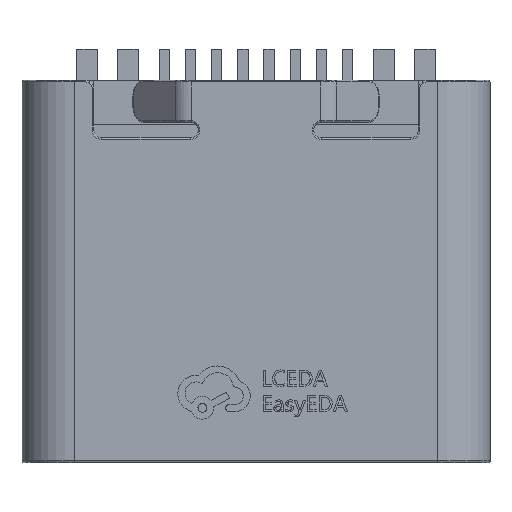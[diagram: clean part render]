
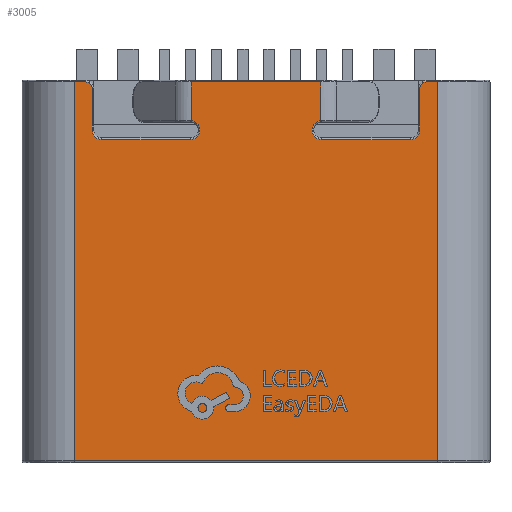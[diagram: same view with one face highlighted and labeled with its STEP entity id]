
A CAD part, top view. The second image highlights one B-rep face of the part: STEP entity #3005.
In plain terms, the highlighted planar face has unit normal (0, 0, 1).
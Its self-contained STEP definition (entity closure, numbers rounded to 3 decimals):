
#3005 = ADVANCED_FACE('',(#3006),#3176,.F.);
#3006 = FACE_BOUND('',#3007,.T.);
#3007 = EDGE_LOOP('',(#3008,#3019,#3027,#3035,#3043,#3051,#3059,#3068,
    #3076,#3085,#3093,#3102,#3111,#3119,#3127,#3135,#3144,#3153,#3161,
    #3170));
#3008 = ORIENTED_EDGE('',*,*,#3009,.T.);
#3009 = EDGE_CURVE('',#3010,#3012,#3014,.T.);
#3010 = VERTEX_POINT('',#3011);
#3011 = CARTESIAN_POINT('',(-3.13,2.056,
    3.1));
#3012 = VERTEX_POINT('',#3013);
#3013 = CARTESIAN_POINT('',(-3.25,2.176,
    3.1));
#3014 = CIRCLE('',#3015,0.12);
#3015 = AXIS2_PLACEMENT_3D('',#3016,#3017,#3018);
#3016 = CARTESIAN_POINT('',(-3.25,2.056,
    3.1));
#3017 = DIRECTION('',(0.,0.,1.));
#3018 = DIRECTION('',(1.,0.,0.));
#3019 = ORIENTED_EDGE('',*,*,#3020,.T.);
#3020 = EDGE_CURVE('',#3012,#3021,#3023,.T.);
#3021 = VERTEX_POINT('',#3022);
#3022 = CARTESIAN_POINT('',(-3.47,2.176,
    3.1));
#3023 = LINE('',#3024,#3025);
#3024 = CARTESIAN_POINT('',(0.,2.176,
    3.1));
#3025 = VECTOR('',#3026,1.);
#3026 = DIRECTION('',(-1.,0.,0.));
#3027 = ORIENTED_EDGE('',*,*,#3028,.F.);
#3028 = EDGE_CURVE('',#3029,#3021,#3031,.T.);
#3029 = VERTEX_POINT('',#3030);
#3030 = CARTESIAN_POINT('',(-3.47,-5.064,
    3.1));
#3031 = LINE('',#3032,#3033);
#3032 = CARTESIAN_POINT('',(-3.47,-5.094,
    3.1));
#3033 = VECTOR('',#3034,1.);
#3034 = DIRECTION('',(0.,1.,-0.));
#3035 = ORIENTED_EDGE('',*,*,#3036,.T.);
#3036 = EDGE_CURVE('',#3029,#3037,#3039,.T.);
#3037 = VERTEX_POINT('',#3038);
#3038 = CARTESIAN_POINT('',(3.47,-5.064,
    3.1));
#3039 = LINE('',#3040,#3041);
#3040 = CARTESIAN_POINT('',(0.,-5.064,
    3.1));
#3041 = VECTOR('',#3042,1.);
#3042 = DIRECTION('',(1.,0.,0.));
#3043 = ORIENTED_EDGE('',*,*,#3044,.T.);
#3044 = EDGE_CURVE('',#3037,#3045,#3047,.T.);
#3045 = VERTEX_POINT('',#3046);
#3046 = CARTESIAN_POINT('',(3.47,2.176,3.1
    ));
#3047 = LINE('',#3048,#3049);
#3048 = CARTESIAN_POINT('',(3.47,-5.094,
    3.1));
#3049 = VECTOR('',#3050,1.);
#3050 = DIRECTION('',(0.,1.,-0.));
#3051 = ORIENTED_EDGE('',*,*,#3052,.T.);
#3052 = EDGE_CURVE('',#3045,#3053,#3055,.T.);
#3053 = VERTEX_POINT('',#3054);
#3054 = CARTESIAN_POINT('',(3.25,2.176,3.1
    ));
#3055 = LINE('',#3056,#3057);
#3056 = CARTESIAN_POINT('',(0.,2.176,
    3.1));
#3057 = VECTOR('',#3058,1.);
#3058 = DIRECTION('',(-1.,0.,0.));
#3059 = ORIENTED_EDGE('',*,*,#3060,.T.);
#3060 = EDGE_CURVE('',#3053,#3061,#3063,.T.);
#3061 = VERTEX_POINT('',#3062);
#3062 = CARTESIAN_POINT('',(3.13,2.056,3.1
    ));
#3063 = CIRCLE('',#3064,0.12);
#3064 = AXIS2_PLACEMENT_3D('',#3065,#3066,#3067);
#3065 = CARTESIAN_POINT('',(3.25,2.056,3.1
    ));
#3066 = DIRECTION('',(0.,0.,1.));
#3067 = DIRECTION('',(1.,0.,0.));
#3068 = ORIENTED_EDGE('',*,*,#3069,.T.);
#3069 = EDGE_CURVE('',#3061,#3070,#3072,.T.);
#3070 = VERTEX_POINT('',#3071);
#3071 = CARTESIAN_POINT('',(3.13,1.256,3.1
    ));
#3072 = LINE('',#3073,#3074);
#3073 = CARTESIAN_POINT('',(3.13,-2.494,
    3.1));
#3074 = VECTOR('',#3075,1.);
#3075 = DIRECTION('',(0.,-1.,0.));
#3076 = ORIENTED_EDGE('',*,*,#3077,.T.);
#3077 = EDGE_CURVE('',#3070,#3078,#3080,.T.);
#3078 = VERTEX_POINT('',#3079);
#3079 = CARTESIAN_POINT('',(2.95,1.076,3.1
    ));
#3080 = CIRCLE('',#3081,0.18);
#3081 = AXIS2_PLACEMENT_3D('',#3082,#3083,#3084);
#3082 = CARTESIAN_POINT('',(2.95,1.256,3.1
    ));
#3083 = DIRECTION('',(0.,-0.,-1.));
#3084 = DIRECTION('',(1.,0.,0.));
#3085 = ORIENTED_EDGE('',*,*,#3086,.T.);
#3086 = EDGE_CURVE('',#3078,#3087,#3089,.T.);
#3087 = VERTEX_POINT('',#3088);
#3088 = CARTESIAN_POINT('',(1.25,1.076,3.1)
  );
#3089 = LINE('',#3090,#3091);
#3090 = CARTESIAN_POINT('',(0.,1.076,
    3.1));
#3091 = VECTOR('',#3092,1.);
#3092 = DIRECTION('',(-1.,0.,0.));
#3093 = ORIENTED_EDGE('',*,*,#3094,.T.);
#3094 = EDGE_CURVE('',#3087,#3095,#3097,.T.);
#3095 = VERTEX_POINT('',#3096);
#3096 = CARTESIAN_POINT('',(1.07,1.256,3.1
    ));
#3097 = CIRCLE('',#3098,0.18);
#3098 = AXIS2_PLACEMENT_3D('',#3099,#3100,#3101);
#3099 = CARTESIAN_POINT('',(1.25,1.256,3.1)
  );
#3100 = DIRECTION('',(0.,-0.,-1.));
#3101 = DIRECTION('',(1.,0.,0.));
#3102 = ORIENTED_EDGE('',*,*,#3103,.T.);
#3103 = EDGE_CURVE('',#3095,#3104,#3106,.T.);
#3104 = VERTEX_POINT('',#3105);
#3105 = CARTESIAN_POINT('',(1.235,1.435,3.1
    ));
#3106 = CIRCLE('',#3107,0.18);
#3107 = AXIS2_PLACEMENT_3D('',#3108,#3109,#3110);
#3108 = CARTESIAN_POINT('',(1.25,1.256,3.1)
  );
#3109 = DIRECTION('',(0.,-0.,-1.));
#3110 = DIRECTION('',(1.,0.,0.));
#3111 = ORIENTED_EDGE('',*,*,#3112,.T.);
#3112 = EDGE_CURVE('',#3104,#3113,#3115,.T.);
#3113 = VERTEX_POINT('',#3114);
#3114 = CARTESIAN_POINT('',(1.235,2.176,3.1
    ));
#3115 = LINE('',#3116,#3117);
#3116 = CARTESIAN_POINT('',(1.235,2.206,3.1
    ));
#3117 = VECTOR('',#3118,1.);
#3118 = DIRECTION('',(0.,1.,-0.));
#3119 = ORIENTED_EDGE('',*,*,#3120,.T.);
#3120 = EDGE_CURVE('',#3113,#3121,#3123,.T.);
#3121 = VERTEX_POINT('',#3122);
#3122 = CARTESIAN_POINT('',(-1.235,2.176,
    3.1));
#3123 = LINE('',#3124,#3125);
#3124 = CARTESIAN_POINT('',(0.,2.176,
    3.1));
#3125 = VECTOR('',#3126,1.);
#3126 = DIRECTION('',(-1.,0.,0.));
#3127 = ORIENTED_EDGE('',*,*,#3128,.F.);
#3128 = EDGE_CURVE('',#3129,#3121,#3131,.T.);
#3129 = VERTEX_POINT('',#3130);
#3130 = CARTESIAN_POINT('',(-1.235,1.435,
    3.1));
#3131 = LINE('',#3132,#3133);
#3132 = CARTESIAN_POINT('',(-1.235,2.206,
    3.1));
#3133 = VECTOR('',#3134,1.);
#3134 = DIRECTION('',(0.,1.,0.));
#3135 = ORIENTED_EDGE('',*,*,#3136,.T.);
#3136 = EDGE_CURVE('',#3129,#3137,#3139,.T.);
#3137 = VERTEX_POINT('',#3138);
#3138 = CARTESIAN_POINT('',(-1.07,1.256,
    3.1));
#3139 = CIRCLE('',#3140,0.18);
#3140 = AXIS2_PLACEMENT_3D('',#3141,#3142,#3143);
#3141 = CARTESIAN_POINT('',(-1.25,1.256,3.1
    ));
#3142 = DIRECTION('',(0.,-0.,-1.));
#3143 = DIRECTION('',(1.,0.,0.));
#3144 = ORIENTED_EDGE('',*,*,#3145,.T.);
#3145 = EDGE_CURVE('',#3137,#3146,#3148,.T.);
#3146 = VERTEX_POINT('',#3147);
#3147 = CARTESIAN_POINT('',(-1.25,1.076,3.1
    ));
#3148 = CIRCLE('',#3149,0.18);
#3149 = AXIS2_PLACEMENT_3D('',#3150,#3151,#3152);
#3150 = CARTESIAN_POINT('',(-1.25,1.256,3.1
    ));
#3151 = DIRECTION('',(0.,-0.,-1.));
#3152 = DIRECTION('',(1.,0.,0.));
#3153 = ORIENTED_EDGE('',*,*,#3154,.T.);
#3154 = EDGE_CURVE('',#3146,#3155,#3157,.T.);
#3155 = VERTEX_POINT('',#3156);
#3156 = CARTESIAN_POINT('',(-2.95,1.076,
    3.1));
#3157 = LINE('',#3158,#3159);
#3158 = CARTESIAN_POINT('',(0.,1.076,
    3.1));
#3159 = VECTOR('',#3160,1.);
#3160 = DIRECTION('',(-1.,0.,0.));
#3161 = ORIENTED_EDGE('',*,*,#3162,.T.);
#3162 = EDGE_CURVE('',#3155,#3163,#3165,.T.);
#3163 = VERTEX_POINT('',#3164);
#3164 = CARTESIAN_POINT('',(-3.13,1.256,
    3.1));
#3165 = CIRCLE('',#3166,0.18);
#3166 = AXIS2_PLACEMENT_3D('',#3167,#3168,#3169);
#3167 = CARTESIAN_POINT('',(-2.95,1.256,
    3.1));
#3168 = DIRECTION('',(0.,-0.,-1.));
#3169 = DIRECTION('',(1.,0.,0.));
#3170 = ORIENTED_EDGE('',*,*,#3171,.T.);
#3171 = EDGE_CURVE('',#3163,#3010,#3172,.T.);
#3172 = LINE('',#3173,#3174);
#3173 = CARTESIAN_POINT('',(-3.13,-2.494,
    3.1));
#3174 = VECTOR('',#3175,1.);
#3175 = DIRECTION('',(0.,1.,-0.));
#3176 = PLANE('',#3177);
#3177 = AXIS2_PLACEMENT_3D('',#3178,#3179,#3180);
#3178 = CARTESIAN_POINT('',(0.,-2.494,
    3.1));
#3179 = DIRECTION('',(-0.,0.,-1.));
#3180 = DIRECTION('',(1.,0.,-0.));
